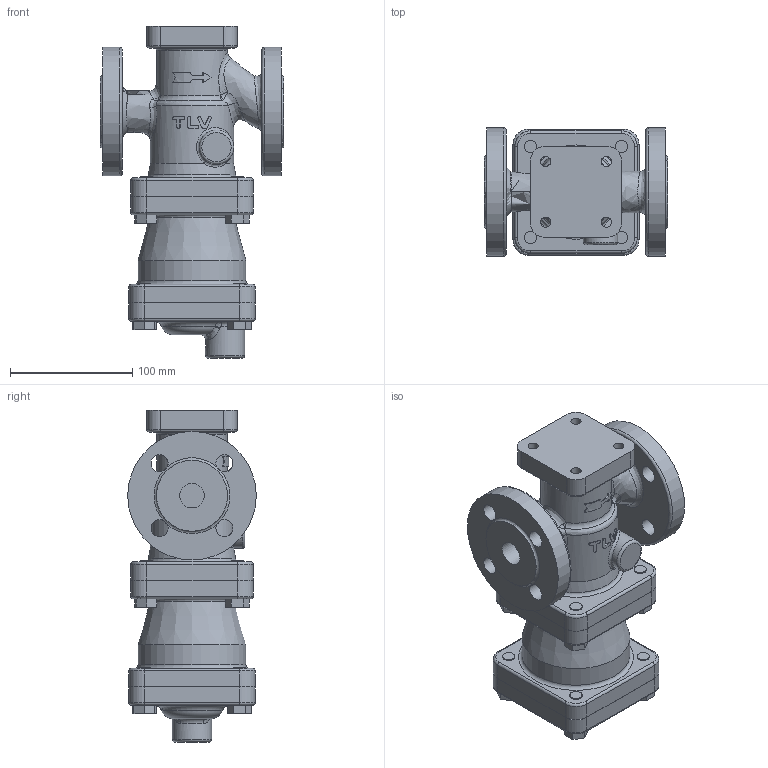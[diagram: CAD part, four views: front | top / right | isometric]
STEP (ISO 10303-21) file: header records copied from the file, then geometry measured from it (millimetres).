
FILE_DESCRIPTION(/* description */ (''),/* implementation_level */ '2;1');
FILE_NAME(/* name */ 'rcv16-020-e0025-00.stp',/* time_stamp */ '2018-11-13T07:34:54+09:00',/* author */ ('nakaot'),/* organization */ (''),/* preprocessor_version */ 'ST-DEVELOPER v15.6',/* originating_system */ 'Autodesk Inventor 2015',/* authorisation */ '');
FILE_SCHEMA (('CONFIG_CONTROL_DESIGN'));
Length unit declared in the file: millimetre
Products named in the file (1): rcv16-020-e0025-00
Bounding box: 150 x 105 x 271.2 mm (x, y, z)
Volume: 1721594.6 mm3; surface area: 187975.5 mm2
Topology: 1 solids, 1 shells, 316 faces, 784 edges, 491 vertices
Faces by surface type: plane 134, cylinder 89, bspline 51, torus 38, cone 4
Full cylindrical faces by diameter (mm): 8.376 x4, 10 x16, 12 x4, 14 x8, 17.475 x1, 20 x2, 28 x1, 32 x1, 58 x1, 67.876 x1, 68 x1, 69.706 x1, 88 x1, 105 x2
Entity records: 11726 total; most frequent: CARTESIAN_POINT 4755, DIRECTION 1382, ORIENTED_EDGE 1374, EDGE_CURVE 687, AXIS2_PLACEMENT_3D 545, VERTEX_POINT 460, EDGE_LOOP 441, FACE_OUTER_BOUND 315
